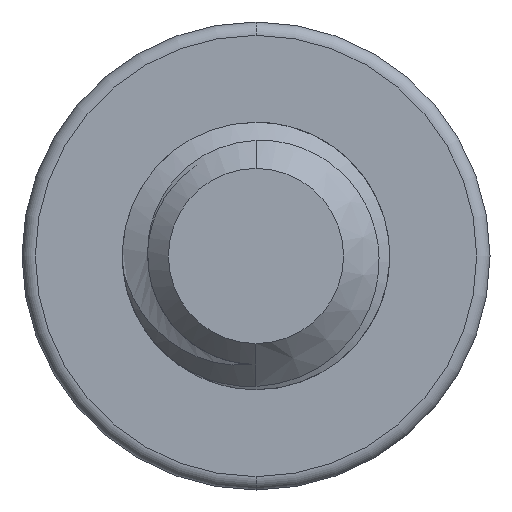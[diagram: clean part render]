
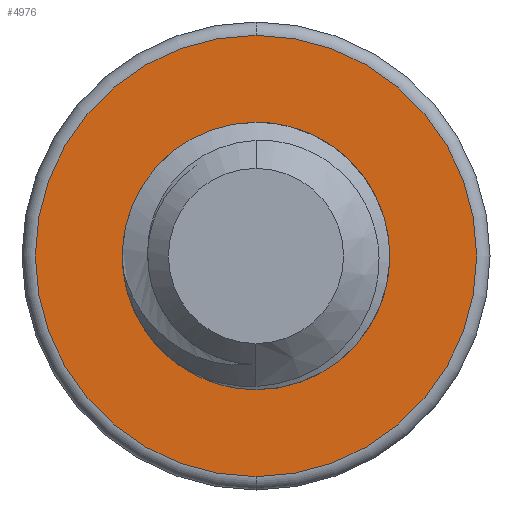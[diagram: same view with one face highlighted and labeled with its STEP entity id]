
A CAD part, front view. The second image highlights one B-rep face of the part: STEP entity #4976.
In plain terms, the highlighted planar face has unit normal (0, -1, 0).
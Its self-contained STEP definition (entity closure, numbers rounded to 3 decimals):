
#55 = DIRECTION ( 'NONE',  ( 0., 0., 1. ) ) ;
#147 = VERTEX_POINT ( 'NONE', #5873 ) ;
#196 = CARTESIAN_POINT ( 'NONE',  ( 0., 22., 0. ) ) ;
#300 = AXIS2_PLACEMENT_3D ( 'NONE', #2066, #1515, #55 ) ;
#421 = VERTEX_POINT ( 'NONE', #3632 ) ;
#485 = DIRECTION ( 'NONE',  ( 0., 1., 0. ) ) ;
#613 = CIRCLE ( 'NONE', #1445, 2. ) ;
#753 = CARTESIAN_POINT ( 'NONE',  ( 0., 22., -3.3 ) ) ;
#791 = FACE_BOUND ( 'NONE', #5944, .T. ) ;
#822 = ORIENTED_EDGE ( 'NONE', *, *, #2067, .T. ) ;
#1129 = EDGE_CURVE ( 'NONE', #421, #1727, #613, .T. ) ;
#1244 = DIRECTION ( 'NONE',  ( 0., 0., 1. ) ) ;
#1445 = AXIS2_PLACEMENT_3D ( 'NONE', #4936, #485, #2371 ) ;
#1483 = ORIENTED_EDGE ( 'NONE', *, *, #5378, .T. ) ;
#1515 = DIRECTION ( 'NONE',  ( 0., -1., 0. ) ) ;
#1548 = EDGE_LOOP ( 'NONE', ( #822, #6100 ) ) ;
#1718 = DIRECTION ( 'NONE',  ( 0., 1., 0. ) ) ;
#1727 = VERTEX_POINT ( 'NONE', #5376 ) ;
#1792 = DIRECTION ( 'NONE',  ( 0., 0., 1. ) ) ;
#2066 = CARTESIAN_POINT ( 'NONE',  ( 0., 22., 0. ) ) ;
#2067 = EDGE_CURVE ( 'NONE', #147, #5365, #3096, .T. ) ;
#2176 = DIRECTION ( 'NONE',  ( 0., -1., 0. ) ) ;
#2286 = CARTESIAN_POINT ( 'NONE',  ( 0., 22., 0. ) ) ;
#2371 = DIRECTION ( 'NONE',  ( 0., 0., 1. ) ) ;
#2508 = CIRCLE ( 'NONE', #3343, 3.3 ) ;
#2793 = CARTESIAN_POINT ( 'NONE',  ( 0., 22., 0. ) ) ;
#3096 = CIRCLE ( 'NONE', #300, 3.3 ) ;
#3343 = AXIS2_PLACEMENT_3D ( 'NONE', #196, #2176, #4140 ) ;
#3632 = CARTESIAN_POINT ( 'NONE',  ( 0., 22., 2. ) ) ;
#3955 = AXIS2_PLACEMENT_3D ( 'NONE', #2286, #6226, #1792 ) ;
#4140 = DIRECTION ( 'NONE',  ( 0., 0., 1. ) ) ;
#4273 = FACE_OUTER_BOUND ( 'NONE', #1548, .T. ) ;
#4724 = PLANE ( 'NONE',  #3955 ) ;
#4936 = CARTESIAN_POINT ( 'NONE',  ( 0., 22., 0. ) ) ;
#4976 = ADVANCED_FACE ( 'NONE', ( #4273, #791 ), #4724, .F. ) ;
#5365 = VERTEX_POINT ( 'NONE', #753 ) ;
#5376 = CARTESIAN_POINT ( 'NONE',  ( 0., 22., -2. ) ) ;
#5378 = EDGE_CURVE ( 'NONE', #1727, #421, #5916, .T. ) ;
#5471 = EDGE_CURVE ( 'NONE', #5365, #147, #2508, .T. ) ;
#5873 = CARTESIAN_POINT ( 'NONE',  ( 0., 22., 3.3 ) ) ;
#5916 = CIRCLE ( 'NONE', #6117, 2. ) ;
#5944 = EDGE_LOOP ( 'NONE', ( #1483, #6377 ) ) ;
#6100 = ORIENTED_EDGE ( 'NONE', *, *, #5471, .T. ) ;
#6117 = AXIS2_PLACEMENT_3D ( 'NONE', #2793, #1718, #1244 ) ;
#6226 = DIRECTION ( 'NONE',  ( 0., 1., 0. ) ) ;
#6377 = ORIENTED_EDGE ( 'NONE', *, *, #1129, .T. ) ;
